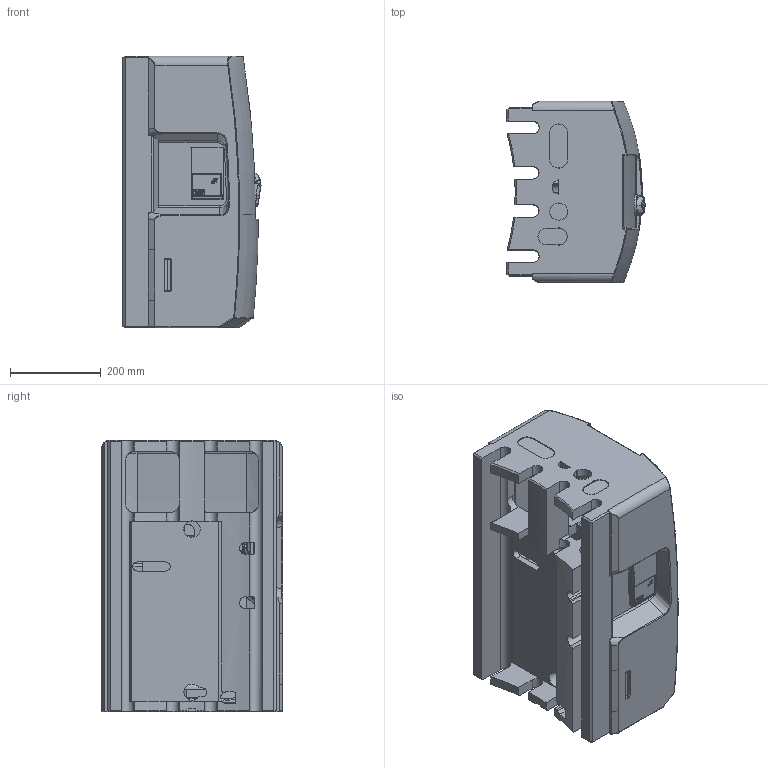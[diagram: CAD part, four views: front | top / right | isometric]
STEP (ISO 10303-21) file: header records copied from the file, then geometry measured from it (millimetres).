
FILE_DESCRIPTION(('CATIA V5 STEP Exchange'),'2;1');
FILE_NAME('Fresh Hydro Stripped.stp','2015-08-31T13:28:31+00:00',('none'),('none'),'CATIA Version 5 Release 20 SP 6 (IN-10)','CATIA V5 STEP AP203','none');
FILE_SCHEMA(('CONFIG_CONTROL_DESIGN'));
Products named in the file (1): Fresh Hydro Stripped
Bounding box: 305.02 x 400 x 600 mm (x, y, z)
Volume: 24327771.4 mm3; surface area: 2424990.9 mm2
Topology: 2 solids, 16 shells, 6196 faces, 16781 edges, 10370 vertices
Faces by surface type: bspline 1818, plane 1545, cylinder 1545, torus 462, sphere 364, cone 298, revolution 136, extrusion 28
Entity records: 273168 total; most frequent: CARTESIAN_POINT 144970, ORIENTED_EDGE 33046, EDGE_CURVE 16523, DIRECTION 15855, VERTEX_POINT 10370, B_SPLINE_CURVE_WITH_KNOTS 8068, AXIS2_PLACEMENT_3D 7142, EDGE_LOOP 6332
